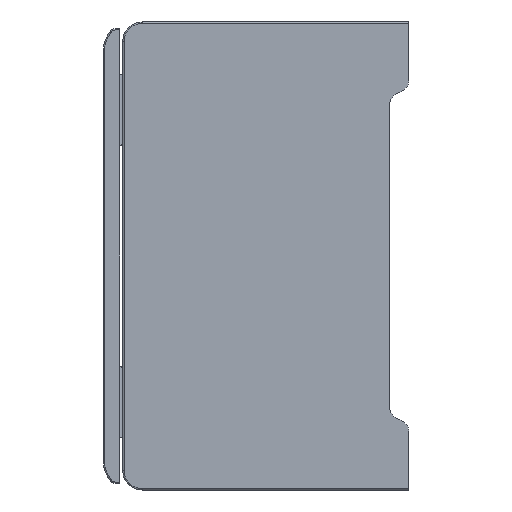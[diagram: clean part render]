
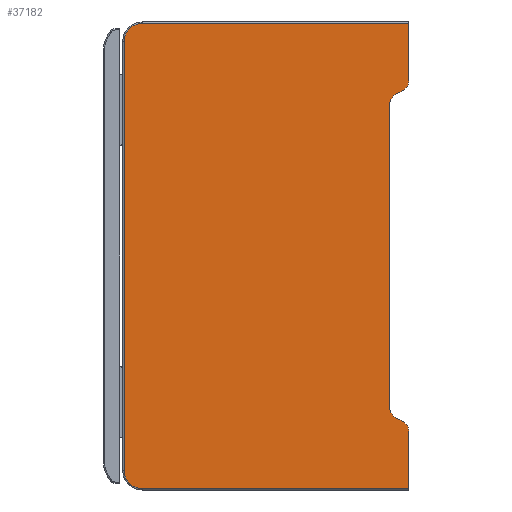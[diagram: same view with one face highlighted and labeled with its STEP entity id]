
A CAD part, left-side view. The second image highlights one B-rep face of the part: STEP entity #37182.
In plain terms, the highlighted planar face has unit normal (-1, 0, 0).
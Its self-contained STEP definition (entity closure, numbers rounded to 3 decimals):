
#653=CARTESIAN_POINT('',(-88.,1.,23.113));
#654=DIRECTION('',(1.,0.,0.));
#655=DIRECTION('',(0.,1.,0.));
#656=AXIS2_PLACEMENT_3D('',#653,#654,#655);
#658=DIRECTION('',(0.,0.,1.));
#659=VECTOR('',#658,46.226);
#660=CARTESIAN_POINT('',(-88.,3.,-23.113));
#661=LINE('',#660,#659);
#662=CARTESIAN_POINT('',(-88.,1.,-23.113));
#663=DIRECTION('',(1.,0.,0.));
#664=DIRECTION('',(0.,0.5,-0.866));
#665=AXIS2_PLACEMENT_3D('',#662,#663,#664);
#667=DIRECTION('',(0.,0.866,0.5));
#668=VECTOR('',#667,1.309);
#669=CARTESIAN_POINT('',(-88.,0.866,-25.5));
#670=LINE('',#669,#668);
#671=CARTESIAN_POINT('',(-88.,1.732,-27.));
#672=DIRECTION('',(1.,0.,0.));
#673=DIRECTION('',(0.,-0.5,0.866));
#674=AXIS2_PLACEMENT_3D('',#671,#672,#673);
#676=DIRECTION('',(0.,0.,-1.));
#677=VECTOR('',#676,8.8);
#678=CARTESIAN_POINT('',(-88.,0.,-27.));
#679=LINE('',#678,#677);
#680=DIRECTION('',(0.,1.,0.));
#681=VECTOR('',#680,41.);
#682=CARTESIAN_POINT('',(-88.,0.,-35.8));
#683=LINE('',#682,#681);
#684=CARTESIAN_POINT('',(-88.,41.,-33.));
#685=DIRECTION('',(1.,0.,0.));
#686=DIRECTION('',(0.,0.,-1.));
#687=AXIS2_PLACEMENT_3D('',#684,#685,#686);
#689=DIRECTION('',(0.,0.,1.));
#690=VECTOR('',#689,66.);
#691=CARTESIAN_POINT('',(-88.,43.8,-33.));
#692=LINE('',#691,#690);
#693=CARTESIAN_POINT('',(-88.,41.,33.));
#694=DIRECTION('',(1.,0.,0.));
#695=DIRECTION('',(0.,1.,0.));
#696=AXIS2_PLACEMENT_3D('',#693,#694,#695);
#698=DIRECTION('',(0.,-1.,0.));
#699=VECTOR('',#698,41.);
#700=CARTESIAN_POINT('',(-88.,41.,35.8));
#701=LINE('',#700,#699);
#702=DIRECTION('',(0.,0.,-1.));
#703=VECTOR('',#702,8.8);
#704=CARTESIAN_POINT('',(-88.,0.,35.8));
#705=LINE('',#704,#703);
#706=CARTESIAN_POINT('',(-88.,1.732,27.));
#707=DIRECTION('',(1.,0.,0.));
#708=DIRECTION('',(0.,-1.,0.));
#709=AXIS2_PLACEMENT_3D('',#706,#707,#708);
#711=DIRECTION('',(0.,-0.866,0.5));
#712=VECTOR('',#711,1.309);
#713=CARTESIAN_POINT('',(-88.,2.,24.845));
#714=LINE('',#713,#712);
#30333=CARTESIAN_POINT('',(-88.,0.,35.8));
#30335=VERTEX_POINT('',#30333);
#30336=CARTESIAN_POINT('',(-88.,41.,35.8));
#30337=VERTEX_POINT('',#30336);
#30342=CARTESIAN_POINT('',(-88.,43.8,33.));
#30343=VERTEX_POINT('',#30342);
#30346=CARTESIAN_POINT('',(-88.,43.8,-33.));
#30347=VERTEX_POINT('',#30346);
#30350=CARTESIAN_POINT('',(-88.,41.,-35.8));
#30351=VERTEX_POINT('',#30350);
#30352=CARTESIAN_POINT('',(-88.,0.,-35.8));
#30354=VERTEX_POINT('',#30352);
#31180=CARTESIAN_POINT('',(-88.,3.,23.113));
#31181=CARTESIAN_POINT('',(-88.,2.,24.845));
#31182=VERTEX_POINT('',#31180);
#31183=VERTEX_POINT('',#31181);
#31184=CARTESIAN_POINT('',(-88.,0.866,25.5));
#31185=VERTEX_POINT('',#31184);
#31186=CARTESIAN_POINT('',(-88.,0.,27.));
#31187=VERTEX_POINT('',#31186);
#31188=CARTESIAN_POINT('',(-88.,0.866,-25.5));
#31189=CARTESIAN_POINT('',(-88.,0.,-27.));
#31190=VERTEX_POINT('',#31188);
#31191=VERTEX_POINT('',#31189);
#31192=CARTESIAN_POINT('',(-88.,2.,-24.845));
#31193=VERTEX_POINT('',#31192);
#31194=CARTESIAN_POINT('',(-88.,3.,-23.113));
#31195=VERTEX_POINT('',#31194);
#37160=CARTESIAN_POINT('',(-88.,0.,-36.));
#37161=DIRECTION('',(-1.,0.,0.));
#37162=DIRECTION('',(0.,0.,1.));
#37163=AXIS2_PLACEMENT_3D('',#37160,#37161,#37162);
#37164=PLANE('',#37163);
#37165=ORIENTED_EDGE('',*,*,#36508,.F.);
#37166=ORIENTED_EDGE('',*,*,#36523,.F.);
#37167=ORIENTED_EDGE('',*,*,#36692,.F.);
#37168=ORIENTED_EDGE('',*,*,#36707,.F.);
#37169=ORIENTED_EDGE('',*,*,#36722,.T.);
#37170=ORIENTED_EDGE('',*,*,#36744,.T.);
#37172=ORIENTED_EDGE('',*,*,#37171,.T.);
#37173=ORIENTED_EDGE('',*,*,#37099,.T.);
#37174=ORIENTED_EDGE('',*,*,#37114,.T.);
#37175=ORIENTED_EDGE('',*,*,#37129,.T.);
#37176=ORIENTED_EDGE('',*,*,#37153,.T.);
#37177=ORIENTED_EDGE('',*,*,#36458,.T.);
#37178=ORIENTED_EDGE('',*,*,#36478,.T.);
#37179=ORIENTED_EDGE('',*,*,#36493,.F.);
#37180=EDGE_LOOP('',(#37165,#37166,#37167,#37168,#37169,#37170,#37172,#37173,
#37174,#37175,#37176,#37177,#37178,#37179));
#37181=FACE_OUTER_BOUND('',#37180,.F.);
#37182=ADVANCED_FACE('',(#37181),#37164,.T.);
#657=CIRCLE('',#656,2.);
#666=CIRCLE('',#665,2.);
#675=CIRCLE('',#674,1.732);
#688=CIRCLE('',#687,2.8);
#697=CIRCLE('',#696,2.8);
#710=CIRCLE('',#709,1.732);
#36458=EDGE_CURVE('',#30335,#31187,#705,.T.);
#36478=EDGE_CURVE('',#31187,#31185,#710,.T.);
#36493=EDGE_CURVE('',#31183,#31185,#714,.T.);
#36508=EDGE_CURVE('',#31182,#31183,#657,.T.);
#36523=EDGE_CURVE('',#31195,#31182,#661,.T.);
#36692=EDGE_CURVE('',#31193,#31195,#666,.T.);
#36707=EDGE_CURVE('',#31190,#31193,#670,.T.);
#36722=EDGE_CURVE('',#31190,#31191,#675,.T.);
#36744=EDGE_CURVE('',#31191,#30354,#679,.T.);
#37099=EDGE_CURVE('',#30351,#30347,#688,.T.);
#37114=EDGE_CURVE('',#30347,#30343,#692,.T.);
#37129=EDGE_CURVE('',#30343,#30337,#697,.T.);
#37153=EDGE_CURVE('',#30337,#30335,#701,.T.);
#37171=EDGE_CURVE('',#30354,#30351,#683,.T.);
